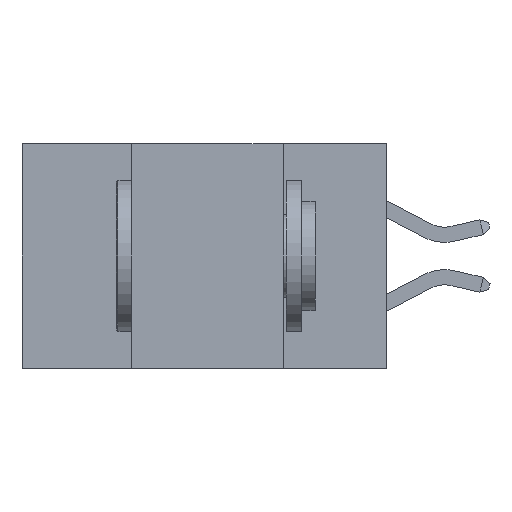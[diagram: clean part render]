
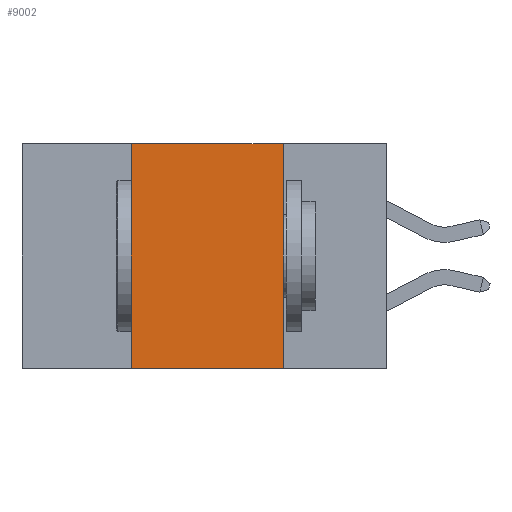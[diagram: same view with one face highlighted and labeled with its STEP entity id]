
A CAD part, left-side view. The second image highlights one B-rep face of the part: STEP entity #9002.
In plain terms, the highlighted planar face has unit normal (-1, 0, 0).
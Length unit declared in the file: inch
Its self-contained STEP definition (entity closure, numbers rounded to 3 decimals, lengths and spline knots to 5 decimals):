
#703 = ORIENTED_EDGE ( 'NONE', *, *, #1371, .T. ) ;
#1371 = EDGE_CURVE ( 'NONE', #10317, #17880, #11526, .T. ) ;
#1798 = VECTOR ( 'NONE', #9203, 39.37008 ) ;
#1831 = CARTESIAN_POINT ( 'NONE',  ( 0., 0.6, 0. ) ) ;
#1894 = LINE ( 'NONE', #16471, #9623 ) ;
#2049 = CARTESIAN_POINT ( 'NONE',  ( 0., 0.42, -0.37 ) ) ;
#2957 = DIRECTION ( 'NONE',  ( 0., -1., 0. ) ) ;
#5789 = EDGE_CURVE ( 'NONE', #8408, #17880, #16191, .T. ) ;
#7308 = EDGE_CURVE ( 'NONE', #10317, #14767, #1894, .T. ) ;
#7814 = DIRECTION ( 'NONE',  ( 0., 0., 1. ) ) ;
#8408 = VERTEX_POINT ( 'NONE', #9817 ) ;
#9002 = ADVANCED_FACE ( 'NONE', ( #11058 ), #17732, .F. ) ;
#9203 = DIRECTION ( 'NONE',  ( 0., -1., 0. ) ) ;
#9562 = AXIS2_PLACEMENT_3D ( 'NONE', #1831, #16050, #16190 ) ;
#9623 = VECTOR ( 'NONE', #7814, 39.37008 ) ;
#9817 = CARTESIAN_POINT ( 'NONE',  ( 0., 0.17, 0. ) ) ;
#9891 = CARTESIAN_POINT ( 'NONE',  ( 0., 0.42, 0. ) ) ;
#10242 = LINE ( 'NONE', #19008, #17231 ) ;
#10317 = VERTEX_POINT ( 'NONE', #2049 ) ;
#11058 = FACE_OUTER_BOUND ( 'NONE', #16459, .T. ) ;
#11148 = CARTESIAN_POINT ( 'NONE',  ( 0., 0.17, 0. ) ) ;
#11526 = LINE ( 'NONE', #17252, #1798 ) ;
#11946 = VECTOR ( 'NONE', #12730, 39.37008 ) ;
#12105 = ORIENTED_EDGE ( 'NONE', *, *, #5789, .F. ) ;
#12730 = DIRECTION ( 'NONE',  ( 0., 0., -1. ) ) ;
#13268 = EDGE_CURVE ( 'NONE', #14767, #8408, #10242, .T. ) ;
#14767 = VERTEX_POINT ( 'NONE', #9891 ) ;
#15949 = CARTESIAN_POINT ( 'NONE',  ( 0., 0.17, -0.37 ) ) ;
#16050 = DIRECTION ( 'NONE',  ( 1., 0., 0. ) ) ;
#16190 = DIRECTION ( 'NONE',  ( 0., 0., -1. ) ) ;
#16191 = LINE ( 'NONE', #11148, #11946 ) ;
#16459 = EDGE_LOOP ( 'NONE', ( #12105, #20513, #16954, #703 ) ) ;
#16471 = CARTESIAN_POINT ( 'NONE',  ( 0., 0.42, 0. ) ) ;
#16954 = ORIENTED_EDGE ( 'NONE', *, *, #7308, .F. ) ;
#17231 = VECTOR ( 'NONE', #2957, 39.37008 ) ;
#17252 = CARTESIAN_POINT ( 'NONE',  ( 0., 0.6, -0.37 ) ) ;
#17732 = PLANE ( 'NONE',  #9562 ) ;
#17880 = VERTEX_POINT ( 'NONE', #15949 ) ;
#19008 = CARTESIAN_POINT ( 'NONE',  ( 0., 0.6, 0. ) ) ;
#20513 = ORIENTED_EDGE ( 'NONE', *, *, #13268, .F. ) ;
